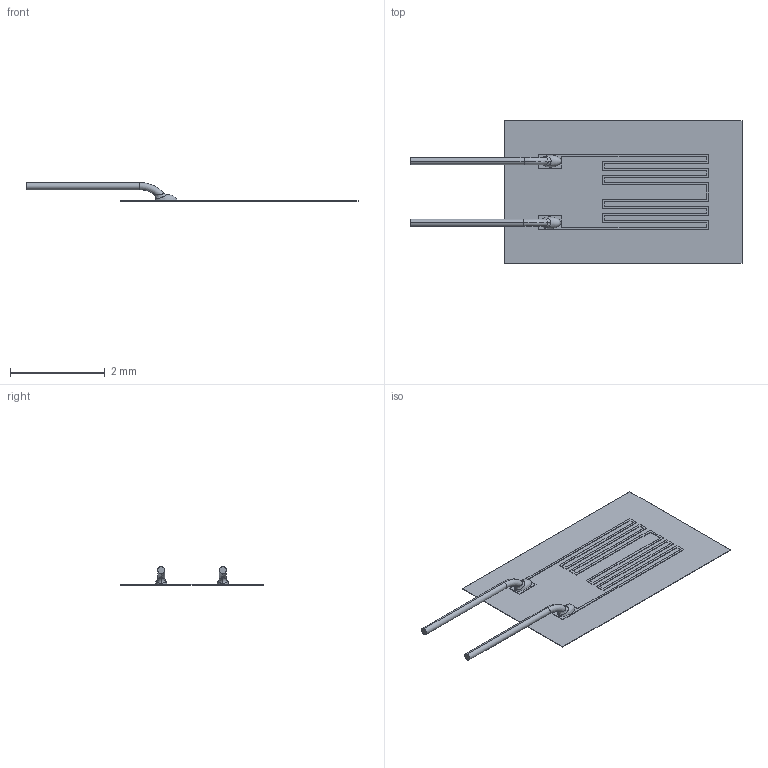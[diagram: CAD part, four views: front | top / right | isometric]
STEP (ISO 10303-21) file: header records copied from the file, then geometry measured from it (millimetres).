
FILE_DESCRIPTION(('CATIA V5 STEP Exchange'),'2;1');
FILE_NAME('strain gage.stp','2018-10-03T15:14:42+00:00',('none'),('none'),'CATIA Version 5 Release 21 GA (IN-10)','CATIA V5 STEP AP203','none');
FILE_SCHEMA(('CONFIG_CONTROL_DESIGN'));
Length unit declared in the file: millimetre
Products named in the file (1): sensor
Assembly tree (4 placements, depth 2):
  sensor
    #58
    #1711
    #3228  x2
Bounding box: 7 x 3 x 0.4 mm (x, y, z)
Volume: 0.3 mm3; surface area: 34.5 mm2
Topology: 4 solids, 4 shells, 122 faces, 340 edges, 226 vertices
Faces by surface type: plane 108, cylinder 4, torus 4, bspline 4, revolution 2
Entity records: 3679 total; most frequent: CARTESIAN_POINT 835, ORIENTED_EDGE 632, DIRECTION 459, EDGE_CURVE 316, VECTOR 302, LINE 302, VERTEX_POINT 210, EDGE_LOOP 116
